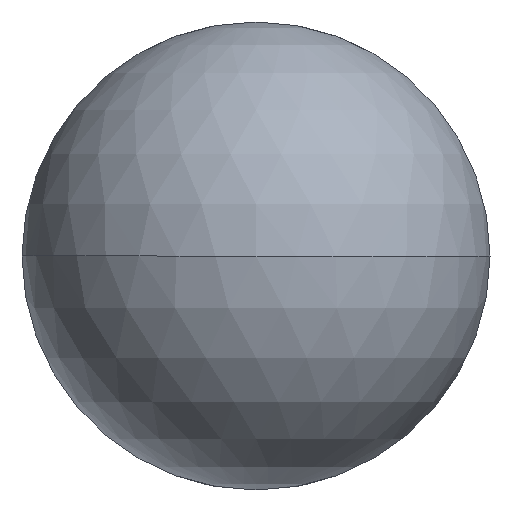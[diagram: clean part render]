
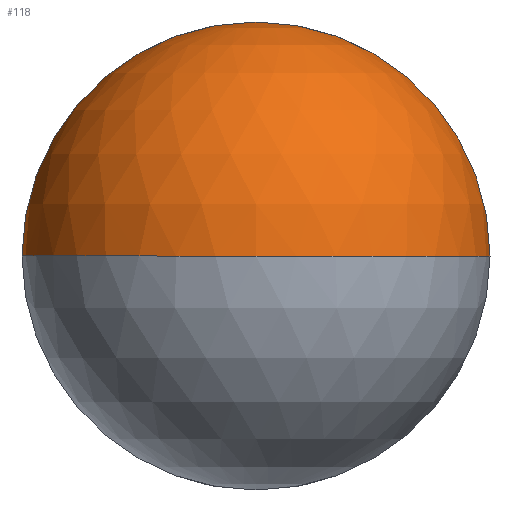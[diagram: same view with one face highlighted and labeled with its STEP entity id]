
A CAD part, front view. The second image highlights one B-rep face of the part: STEP entity #118.
In plain terms, the highlighted spherical face has radius 1.587 mm.
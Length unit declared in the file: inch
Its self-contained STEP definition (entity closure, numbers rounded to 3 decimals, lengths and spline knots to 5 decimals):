
#10 = ORIENTED_EDGE ( 'NONE', *, *, #367, .T. ) ;
#21 = EDGE_LOOP ( 'NONE', ( #10, #115, #290, #217 ) ) ;
#26 = DIRECTION ( 'NONE',  ( 0., 0., 1. ) ) ;
#37 = VERTEX_POINT ( 'NONE', #364 ) ;
#52 = CARTESIAN_POINT ( 'NONE',  ( 0., 0.0625, 0. ) ) ;
#74 = AXIS2_PLACEMENT_3D ( 'NONE', #52, #26, #171 ) ;
#79 = CARTESIAN_POINT ( 'NONE',  ( 0., 0., 0. ) ) ;
#80 = DIRECTION ( 'NONE',  ( 0., 0., -1. ) ) ;
#90 = DIRECTION ( 'NONE',  ( 0., 0., -1. ) ) ;
#98 = CIRCLE ( 'NONE', #143, 0.0625 ) ;
#114 = CARTESIAN_POINT ( 'NONE',  ( 0., 0.0625, 0. ) ) ;
#115 = ORIENTED_EDGE ( 'NONE', *, *, #340, .T. ) ;
#118 = ADVANCED_FACE ( 'NONE', ( #371 ), #316, .T. ) ;
#130 = VERTEX_POINT ( 'NONE', #261 ) ;
#140 = CARTESIAN_POINT ( 'NONE',  ( 0.0625, 0.0625, 0. ) ) ;
#143 = AXIS2_PLACEMENT_3D ( 'NONE', #192, #306, #280 ) ;
#145 = CARTESIAN_POINT ( 'NONE',  ( 0., 0.0625, 0. ) ) ;
#171 = DIRECTION ( 'NONE',  ( 1., 0., 0. ) ) ;
#173 = DIRECTION ( 'NONE',  ( 0., -1., 0. ) ) ;
#185 = CIRCLE ( 'NONE', #231, 0.0625 ) ;
#192 = CARTESIAN_POINT ( 'NONE',  ( 0., 0.0625, 0. ) ) ;
#217 = ORIENTED_EDGE ( 'NONE', *, *, #288, .T. ) ;
#220 = AXIS2_PLACEMENT_3D ( 'NONE', #114, #173, #80 ) ;
#228 = EDGE_CURVE ( 'NONE', #354, #299, #185, .T. ) ;
#231 = AXIS2_PLACEMENT_3D ( 'NONE', #348, #90, #357 ) ;
#241 = CIRCLE ( 'NONE', #220, 0.0625 ) ;
#250 = CIRCLE ( 'NONE', #74, 0.0625 ) ;
#258 = DIRECTION ( 'NONE',  ( 1., 0., 0. ) ) ;
#261 = CARTESIAN_POINT ( 'NONE',  ( -0.0625, 0.0625, 0. ) ) ;
#265 = DIRECTION ( 'NONE',  ( 0., 0., 1. ) ) ;
#280 = DIRECTION ( 'NONE',  ( 0., 0., -1. ) ) ;
#288 = EDGE_CURVE ( 'NONE', #354, #37, #241, .T. ) ;
#290 = ORIENTED_EDGE ( 'NONE', *, *, #228, .F. ) ;
#299 = VERTEX_POINT ( 'NONE', #79 ) ;
#306 = DIRECTION ( 'NONE',  ( 0., -1., 0. ) ) ;
#308 = AXIS2_PLACEMENT_3D ( 'NONE', #145, #265, #258 ) ;
#316 = SPHERICAL_SURFACE ( 'NONE', #308, 0.0625 ) ;
#340 = EDGE_CURVE ( 'NONE', #130, #299, #250, .T. ) ;
#348 = CARTESIAN_POINT ( 'NONE',  ( 0., 0.0625, 0. ) ) ;
#354 = VERTEX_POINT ( 'NONE', #140 ) ;
#357 = DIRECTION ( 'NONE',  ( -1., 0., 0. ) ) ;
#364 = CARTESIAN_POINT ( 'NONE',  ( 0., 0.0625, 0.0625 ) ) ;
#367 = EDGE_CURVE ( 'NONE', #37, #130, #98, .T. ) ;
#371 = FACE_OUTER_BOUND ( 'NONE', #21, .T. ) ;
